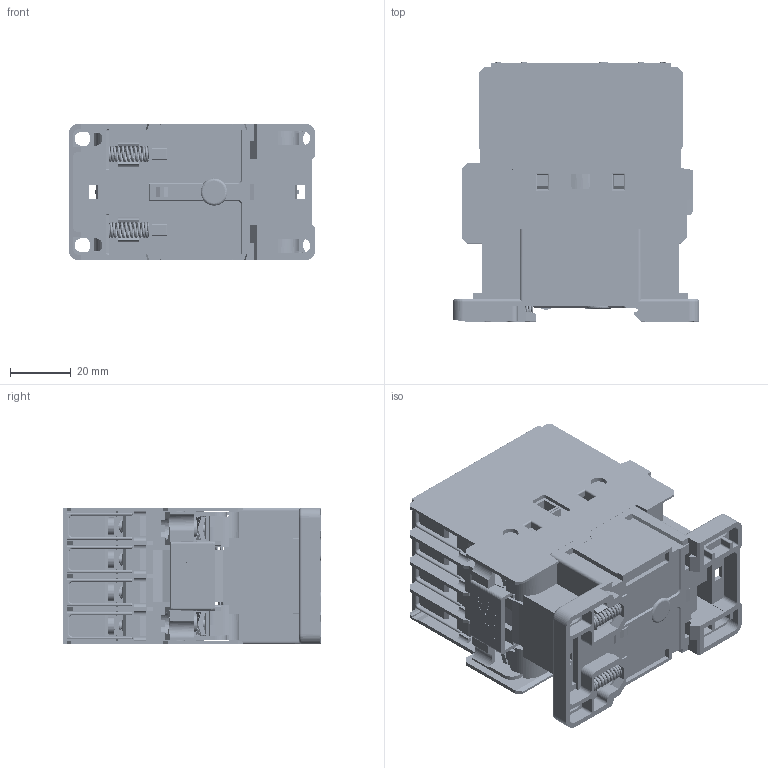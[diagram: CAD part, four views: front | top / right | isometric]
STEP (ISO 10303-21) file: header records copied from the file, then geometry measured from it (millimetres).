
FILE_DESCRIPTION((''),'2;1');
FILE_NAME('12C10211H01.stp','2015-05-22T14:06:27',('rshanor'),(''),'Autodesk Inventor 2013','Autodesk Inventor 2013','');
FILE_SCHEMA(('AUTOMOTIVE_DESIGN { 1 2 10303 214 0 1 1 1 }'));
Length unit declared in the file: millimetre
Products named in the file (1): 12C10211H01
Bounding box: 81 x 85.03 x 45 mm (x, y, z)
Volume: 99830.5 mm3; surface area: 135956.8 mm2
Topology: 7 solids, 18 shells, 7549 faces, 21930 edges, 14173 vertices
Faces by surface type: plane 5491, cylinder 1138, bspline 710, cone 105, torus 82, sphere 23
Full cylindrical faces by diameter (mm): 2 x10, 2.2 x10, 2.3 x16, 2.335 x3, 2.55 x16, 2.85 x8, 3 x8, 3.15 x20, 3.4 x8, 4.3 x8, 4.5 x4, 5 x14, 5.25 x4, 5.75 x12, 6.7 x8, 7.15 x8
Entity records: 274756 total; most frequent: CARTESIAN_POINT 70812, ORIENTED_EDGE 43370, DIRECTION 37174, EDGE_CURVE 21685, VECTOR 16702, LINE 16702, VERTEX_POINT 14078, AXIS2_PLACEMENT_3D 10236
